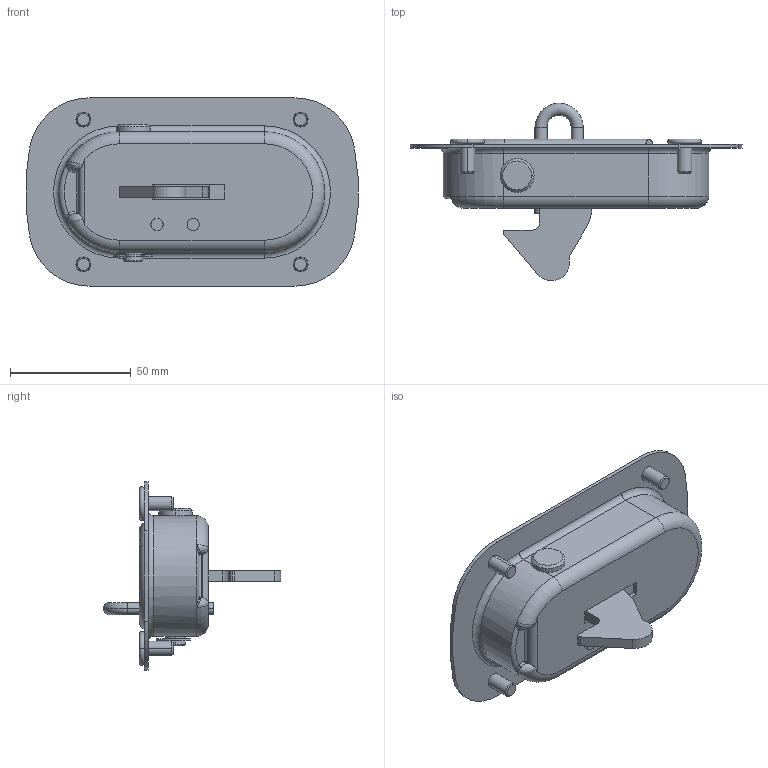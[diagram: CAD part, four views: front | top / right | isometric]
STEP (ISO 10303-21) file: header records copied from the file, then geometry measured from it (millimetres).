
FILE_DESCRIPTION (( 'STEP AP203' ), '1' );
FILE_NAME ('sone3D.STEP', '2014-02-03T06:08:51', ( '' ), ( '' ), 'SwSTEP 2.0', 'SolidWorks 2012', '' );
FILE_SCHEMA (( 'CONFIG_CONTROL_DESIGN' ));
Length unit declared in the file: millimetre
Products named in the file (10): sone3D; A-839-A-3溶接ボルト_; Φ8用E形止め輪; A-839-A-3ピン_; A-839-A-3儘僢僋僽儔働僢僩_; A-839-A-3塞ぎ板_; A-839-A-3僷僢僉儞_; A-839-A-3フック_; A-898-A-3ハンドル; A-898-3A僴僂僕儞僌_
Assembly tree (12 placements, depth 2):
  sone3D
    A-898-3A僴僂僕儞僌_
    A-898-A-3ハンドル
    A-839-A-3フック_
    A-839-A-3僷僢僉儞_
    A-839-A-3塞ぎ板_
    A-839-A-3儘僢僋僽儔働僢僩_
    A-839-A-3ピン_
    Φ8用E形止め輪
    A-839-A-3溶接ボルト_  x4
Bounding box: 137.61 x 73.6 x 78 mm (x, y, z)
Volume: 48756.8 mm3; surface area: 57386.4 mm2
Topology: 12 solids, 12 shells, 325 faces, 801 edges, 510 vertices
Faces by surface type: cylinder 140, plane 127, torus 30, bspline 14, cone 12, sphere 2
Entity records: 10959 total; most frequent: CARTESIAN_POINT 2476, DIRECTION 1605, ORIENTED_EDGE 1502, EDGE_CURVE 751, AXIS2_PLACEMENT_3D 609, VERTEX_POINT 480, VECTOR 387, LINE 387
